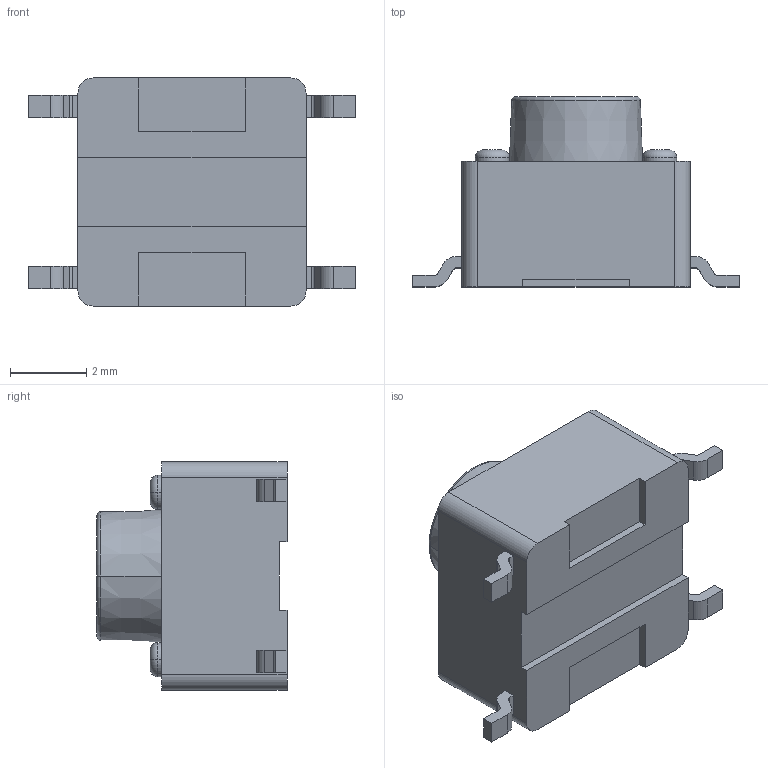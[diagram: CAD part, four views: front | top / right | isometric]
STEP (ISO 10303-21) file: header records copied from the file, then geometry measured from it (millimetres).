
FILE_DESCRIPTION (( 'STEP AP214' ), '1' );
FILE_NAME ('Pushbutton_SMD_6x6x5.STEP', '2025-06-23T14:23:31', ( '' ), ( '' ), 'SwSTEP 2.0', 'SolidWorks 2025', '' );
FILE_SCHEMA (( 'AUTOMOTIVE_DESIGN' ));
Length unit declared in the file: millimetre
Products named in the file (1): Pushbutton_SMD_6x6x5
Bounding box: 8.6 x 5 x 6 mm (x, y, z)
Volume: 132.2 mm3; surface area: 182.2 mm2
Topology: 1 solids, 1 shells, 99 faces, 254 edges, 166 vertices
Faces by surface type: plane 59, cylinder 28, torus 10, cone 2
Entity records: 4120 total; most frequent: DIRECTION 534, CARTESIAN_POINT 520, ORIENTED_EDGE 508, EDGE_CURVE 254, AXIS2_PLACEMENT_3D 180, LINE 174, VECTOR 174, VERTEX_POINT 166
